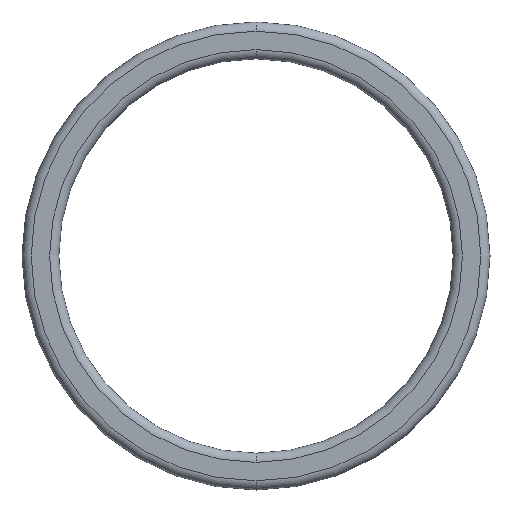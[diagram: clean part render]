
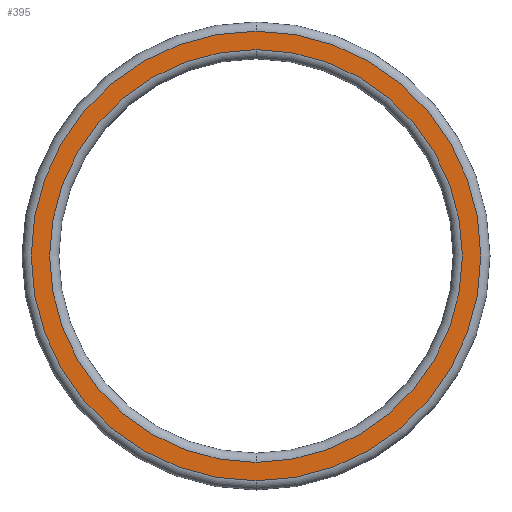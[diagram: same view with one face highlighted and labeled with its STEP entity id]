
A CAD part, front view. The second image highlights one B-rep face of the part: STEP entity #395.
In plain terms, the highlighted planar face has unit normal (0, -1, 0).
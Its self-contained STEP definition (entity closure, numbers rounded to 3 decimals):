
#1 = EDGE_CURVE ( 'NONE', #338, #386, #188, .T. ) ;
#5 = DIRECTION ( 'NONE',  ( 0., 0., 1. ) ) ;
#6 = ORIENTED_EDGE ( 'NONE', *, *, #33, .T. ) ;
#24 = PLANE ( 'NONE',  #257 ) ;
#33 = EDGE_CURVE ( 'NONE', #215, #219, #94, .T. ) ;
#38 = EDGE_LOOP ( 'NONE', ( #397, #84 ) ) ;
#47 = DIRECTION ( 'NONE',  ( 0., -1., 0. ) ) ;
#51 = CARTESIAN_POINT ( 'NONE',  ( 0., -0.5, -6.1 ) ) ;
#58 = CIRCLE ( 'NONE', #187, 6.1 ) ;
#59 = DIRECTION ( 'NONE',  ( 0., 0., 1. ) ) ;
#78 = FACE_OUTER_BOUND ( 'NONE', #150, .T. ) ;
#84 = ORIENTED_EDGE ( 'NONE', *, *, #1, .T. ) ;
#90 = CARTESIAN_POINT ( 'NONE',  ( 0., -0.5, 6.1 ) ) ;
#91 = AXIS2_PLACEMENT_3D ( 'NONE', #391, #47, #5 ) ;
#94 = CIRCLE ( 'NONE', #91, 6.1 ) ;
#114 = AXIS2_PLACEMENT_3D ( 'NONE', #117, #453, #424 ) ;
#117 = CARTESIAN_POINT ( 'NONE',  ( 0., -0.5, 0. ) ) ;
#139 = DIRECTION ( 'NONE',  ( 0., 1., 0. ) ) ;
#150 = EDGE_LOOP ( 'NONE', ( #6, #447 ) ) ;
#187 = AXIS2_PLACEMENT_3D ( 'NONE', #428, #294, #361 ) ;
#188 = CIRCLE ( 'NONE', #114, 5.6 ) ;
#196 = CARTESIAN_POINT ( 'NONE',  ( 0., -0.5, -5.6 ) ) ;
#197 = EDGE_CURVE ( 'NONE', #219, #215, #58, .T. ) ;
#215 = VERTEX_POINT ( 'NONE', #90 ) ;
#219 = VERTEX_POINT ( 'NONE', #51 ) ;
#257 = AXIS2_PLACEMENT_3D ( 'NONE', #265, #305, #267 ) ;
#265 = CARTESIAN_POINT ( 'NONE',  ( 5.35, -0.5, 0. ) ) ;
#267 = DIRECTION ( 'NONE',  ( 0., 0., 1. ) ) ;
#291 = EDGE_CURVE ( 'NONE', #386, #338, #307, .T. ) ;
#294 = DIRECTION ( 'NONE',  ( 0., -1., 0. ) ) ;
#305 = DIRECTION ( 'NONE',  ( 0., 1., 0. ) ) ;
#307 = CIRCLE ( 'NONE', #446, 5.6 ) ;
#338 = VERTEX_POINT ( 'NONE', #196 ) ;
#361 = DIRECTION ( 'NONE',  ( 0., 0., 1. ) ) ;
#363 = CARTESIAN_POINT ( 'NONE',  ( 0., -0.5, 5.6 ) ) ;
#383 = FACE_BOUND ( 'NONE', #38, .T. ) ;
#386 = VERTEX_POINT ( 'NONE', #363 ) ;
#391 = CARTESIAN_POINT ( 'NONE',  ( 0., -0.5, 0. ) ) ;
#395 = ADVANCED_FACE ( 'NONE', ( #383, #78 ), #24, .F. ) ;
#397 = ORIENTED_EDGE ( 'NONE', *, *, #291, .T. ) ;
#424 = DIRECTION ( 'NONE',  ( 0., 0., 1. ) ) ;
#428 = CARTESIAN_POINT ( 'NONE',  ( 0., -0.5, 0. ) ) ;
#439 = CARTESIAN_POINT ( 'NONE',  ( 0., -0.5, 0. ) ) ;
#446 = AXIS2_PLACEMENT_3D ( 'NONE', #439, #139, #59 ) ;
#447 = ORIENTED_EDGE ( 'NONE', *, *, #197, .T. ) ;
#453 = DIRECTION ( 'NONE',  ( 0., 1., 0. ) ) ;
